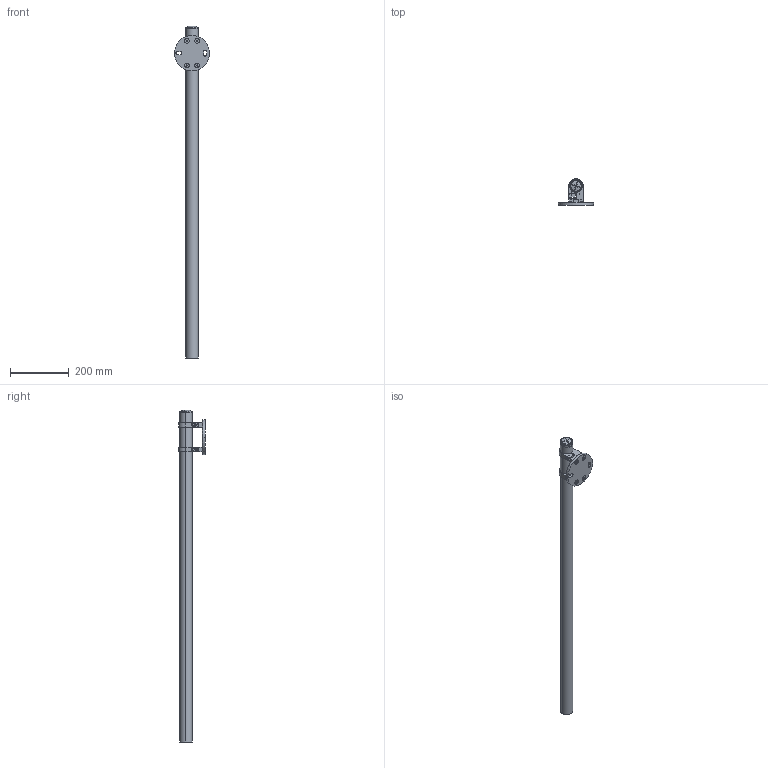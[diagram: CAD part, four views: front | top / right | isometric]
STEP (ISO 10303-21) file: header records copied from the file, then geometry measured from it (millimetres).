
FILE_DESCRIPTION (( 'STEP AP203' ), '1' );
FILE_NAME ('A-VER-BR100-FLEX.STEP', '2022-04-07T10:39:49', ( '' ), ( '' ), 'SwSTEP 2.0', 'SolidWorks 2019', '' );
FILE_SCHEMA (( 'CONFIG_CONTROL_DESIGN' ));
Length unit declared in the file: millimetre
Products named in the file (9): stn en iso 4762_SKRUTKA M 8x 30.STEP; A6_2x42.P1_a6_2x42.STEP; Skrutka DIN 7991 ZINK._Skrutka M 8x 20 .STEP; A6_2x42.P2.STEP; rura; A6_2x42_skupina; A-VER-BR100-FLEX; A_5729-242; A6_2x42.STEP
Assembly tree (13 placements, depth 4):
  A-VER-BR100-FLEX
    rura
    A_5729-242
    A6_2x42_skupina
      A6_2x42.STEP
        A6_2x42.P1_a6_2x42.STEP
        A6_2x42.P2.STEP  x2
        Skrutka DIN 7991 ZINK._Skrutka M 8x 20 .STEP  x4
        stn en iso 4762_SKRUTKA M 8x 30.STEP  x2
Bounding box: 120 x 90.9 x 1135 mm (x, y, z)
Volume: 460188.1 mm3; surface area: 354628 mm2
Topology: 11 solids, 11 shells, 933 faces, 2173 edges, 1264 vertices
Faces by surface type: plane 618, cylinder 207, cone 40, bspline 36, torus 22, sphere 10
Entity records: 25011 total; most frequent: CARTESIAN_POINT 5035, DIRECTION 4182, ORIENTED_EDGE 3824, EDGE_CURVE 1912, AXIS2_PLACEMENT_3D 1537, VERTEX_POINT 1108, LINE 1108, VECTOR 1108
